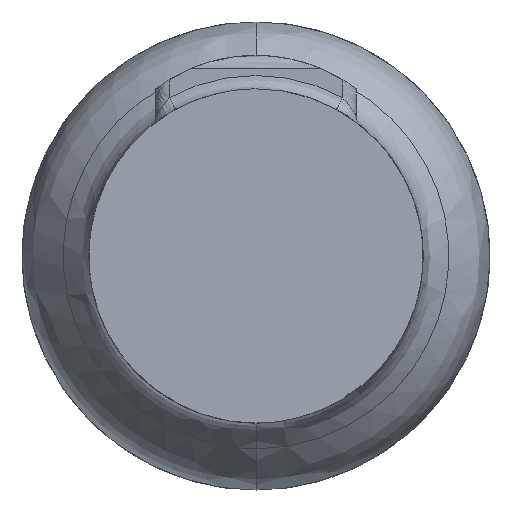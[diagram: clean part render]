
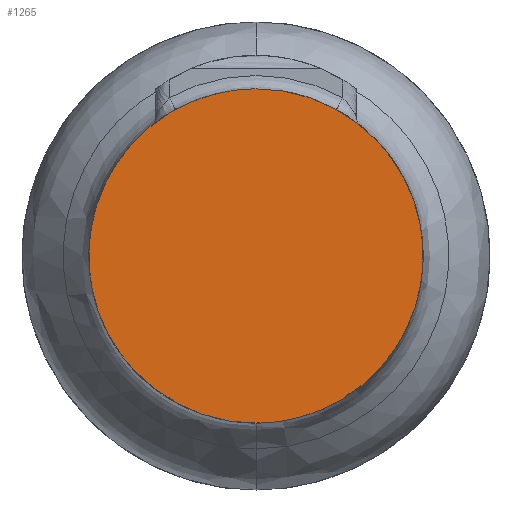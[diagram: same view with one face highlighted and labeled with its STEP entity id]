
A CAD part, front view. The second image highlights one B-rep face of the part: STEP entity #1265.
In plain terms, the highlighted free-form (B-spline) face has degree [1, 1] with [2, 2] control points.
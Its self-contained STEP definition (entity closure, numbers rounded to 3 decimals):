
#800 = VERTEX_POINT('',#801);
#801 = CARTESIAN_POINT('',(0.,0.,18.252));
#806 = EDGE_CURVE('',#800,#807,#809,.T.);
#807 = VERTEX_POINT('',#808);
#808 = CARTESIAN_POINT('',(0.,0.,-18.252));
#809 = ( BOUNDED_CURVE() B_SPLINE_CURVE(2,(#810,#811,#812,#813,#814),
.UNSPECIFIED.,.F.,.F.) B_SPLINE_CURVE_WITH_KNOTS((3,2,3),(0.,
1.571,3.142),.PIECEWISE_BEZIER_KNOTS.) CURVE() 
GEOMETRIC_REPRESENTATION_ITEM() RATIONAL_B_SPLINE_CURVE((1.,
0.707,1.,0.707,1.)) REPRESENTATION_ITEM('') );
#810 = CARTESIAN_POINT('',(0.,0.,18.252));
#811 = CARTESIAN_POINT('',(18.252,0.,18.252));
#812 = CARTESIAN_POINT('',(18.252,0.,0.));
#813 = CARTESIAN_POINT('',(18.252,0.,-18.252));
#814 = CARTESIAN_POINT('',(0.,0.,-18.252));
#1247 = EDGE_CURVE('',#807,#800,#1248,.T.);
#1248 = ( BOUNDED_CURVE() B_SPLINE_CURVE(2,(#1249,#1250,#1251,#1252,
#1253),.UNSPECIFIED.,.F.,.F.) B_SPLINE_CURVE_WITH_KNOTS((3,2,3),(
    3.142,4.712,6.283),
.PIECEWISE_BEZIER_KNOTS.) CURVE() GEOMETRIC_REPRESENTATION_ITEM() 
RATIONAL_B_SPLINE_CURVE((1.,0.707,1.,0.707,1.)) 
REPRESENTATION_ITEM('') );
#1249 = CARTESIAN_POINT('',(0.,0.,-18.252));
#1250 = CARTESIAN_POINT('',(-18.252,0.,-18.252));
#1251 = CARTESIAN_POINT('',(-18.252,0.,0.));
#1252 = CARTESIAN_POINT('',(-18.252,0.,18.252));
#1253 = CARTESIAN_POINT('',(0.,0.,18.252));
#1265 = ADVANCED_FACE('',(#1266),#1270,.F.);
#1266 = FACE_BOUND('',#1267,.T.);
#1267 = EDGE_LOOP('',(#1268,#1269));
#1268 = ORIENTED_EDGE('',*,*,#1247,.F.);
#1269 = ORIENTED_EDGE('',*,*,#806,.F.);
#1270 = B_SPLINE_SURFACE_WITH_KNOTS('',1,1,(
    (#1271,#1272)
    ,(#1273,#1274
    )),.UNSPECIFIED.,.F.,.F.,.F.,(2,2),(2,2),(-12.5,12.5),(-12.5,12.5),
  .PIECEWISE_BEZIER_KNOTS.);
#1271 = CARTESIAN_POINT('',(-18.252,0.,-18.252));
#1272 = CARTESIAN_POINT('',(18.252,0.,-18.252));
#1273 = CARTESIAN_POINT('',(-18.252,0.,18.252));
#1274 = CARTESIAN_POINT('',(18.252,0.,18.252));
